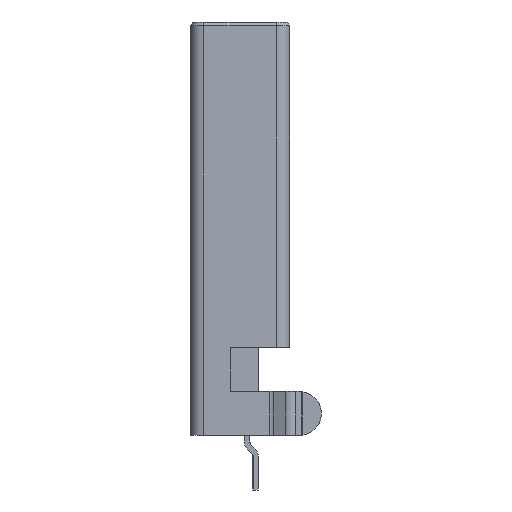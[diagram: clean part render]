
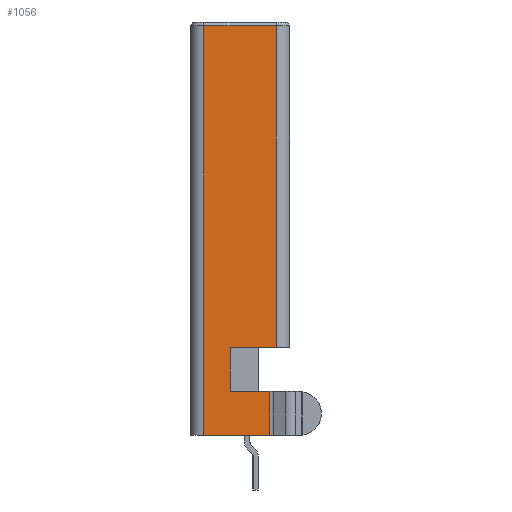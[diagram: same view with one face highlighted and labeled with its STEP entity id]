
A CAD part, left-side view. The second image highlights one B-rep face of the part: STEP entity #1056.
In plain terms, the highlighted face is planar.
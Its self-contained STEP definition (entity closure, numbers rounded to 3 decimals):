
#1056 = ADVANCED_FACE( 'NONE', ( #2302 ), #2303, .T. );
#2302 = FACE_OUTER_BOUND( '', #3845, .T. );
#2303 = PLANE( '', #3846 );
#3845 = EDGE_LOOP( '', ( #6979, #6980, #6981, #6982, #6983, #6984, #6985, #6986 ) );
#3846 = AXIS2_PLACEMENT_3D( '', #6987, #6988, #6989 );
#6979 = ORIENTED_EDGE( '', *, *, #10250, .F. );
#6980 = ORIENTED_EDGE( '', *, *, #10180, .T. );
#6981 = ORIENTED_EDGE( '', *, *, #9692, .T. );
#6982 = ORIENTED_EDGE( '', *, *, #9604, .T. );
#6983 = ORIENTED_EDGE( '', *, *, #10517, .T. );
#6984 = ORIENTED_EDGE( '', *, *, #10602, .T. );
#6985 = ORIENTED_EDGE( '', *, *, #10603, .T. );
#6986 = ORIENTED_EDGE( '', *, *, #10604, .T. );
#6987 = CARTESIAN_POINT( '', ( 1303.144, 817.723, 1.95 ) );
#6988 = DIRECTION( '', ( 1., 0., 0. ) );
#6989 = DIRECTION( '', ( 0., 1., 0. ) );
#9604 = EDGE_CURVE( 'NONE', #11574, #11597, #11599, .T. );
#9692 = EDGE_CURVE( 'NONE', #11760, #11574, #11761, .T. );
#10180 = EDGE_CURVE( 'NONE', #12578, #11760, #12579, .T. );
#10250 = EDGE_CURVE( 'NONE', #12578, #12687, #12690, .T. );
#10517 = EDGE_CURVE( 'NONE', #11597, #13073, #13075, .T. );
#10602 = EDGE_CURVE( 'NONE', #13073, #13191, #13192, .T. );
#10603 = EDGE_CURVE( 'NONE', #13191, #13193, #13194, .T. );
#10604 = EDGE_CURVE( 'NONE', #13193, #12687, #13195, .T. );
#11574 = VERTEX_POINT( 'NONE', #14453 );
#11597 = VERTEX_POINT( 'NONE', #14482 );
#11599 = LINE( '', #14485, #14486 );
#11760 = VERTEX_POINT( 'NONE', #14712 );
#11761 = LINE( '', #14713, #14714 );
#12578 = VERTEX_POINT( 'NONE', #15930 );
#12579 = LINE( '', #15931, #15932 );
#12687 = VERTEX_POINT( 'NONE', #16119 );
#12690 = LINE( '', #16123, #16124 );
#13073 = VERTEX_POINT( 'NONE', #16743 );
#13075 = LINE( '', #16746, #16747 );
#13191 = VERTEX_POINT( 'NONE', #16914 );
#13192 = LINE( '', #16915, #16916 );
#13193 = VERTEX_POINT( 'NONE', #16917 );
#13194 = LINE( '', #16918, #16919 );
#13195 = LINE( '', #16920, #16921 );
#14453 = CARTESIAN_POINT( '', ( 1303.144, 810.408, 0.6 ) );
#14482 = CARTESIAN_POINT( '', ( 1303.144, 810.408, 2.4 ) );
#14485 = CARTESIAN_POINT( '', ( 1303.144, 810.408, 1.95 ) );
#14486 = VECTOR( '', #18309, 1000. );
#14712 = CARTESIAN_POINT( '', ( 1303.144, 808.408, 0.6 ) );
#14713 = CARTESIAN_POINT( '', ( 1303.144, 817.723, 0.6 ) );
#14714 = VECTOR( '', #18417, 1000. );
#15930 = CARTESIAN_POINT( '', ( 1303.144, 808.408, 3.6 ) );
#15931 = CARTESIAN_POINT( '', ( 1303.144, 808.408, 1.725 ) );
#15932 = VECTOR( '', #18948, 1000. );
#16119 = CARTESIAN_POINT( '', ( 1303.144, 827.038, 3.6 ) );
#16123 = CARTESIAN_POINT( '', ( 1303.144, 808.036, 3.6 ) );
#16124 = VECTOR( '', #19025, 1000. );
#16743 = CARTESIAN_POINT( '', ( 1303.144, 812.408, 2.4 ) );
#16746 = CARTESIAN_POINT( '', ( 1303.144, 817.723, 2.4 ) );
#16747 = VECTOR( '', #19286, 1000. );
#16914 = CARTESIAN_POINT( '', ( 1303.144, 812.408, 0.3 ) );
#16915 = CARTESIAN_POINT( '', ( 1303.144, 812.408, 1.95 ) );
#16916 = VECTOR( '', #19374, 1000. );
#16917 = CARTESIAN_POINT( '', ( 1303.144, 827.038, 0.3 ) );
#16918 = CARTESIAN_POINT( '', ( 1303.144, 817.723, 0.3 ) );
#16919 = VECTOR( '', #19375, 1000. );
#16920 = CARTESIAN_POINT( '', ( 1303.144, 827.038, 1.95 ) );
#16921 = VECTOR( '', #19376, 1000. );
#18309 = DIRECTION( '', ( 0., 0., 1. ) );
#18417 = DIRECTION( '', ( 0., 1., 0. ) );
#18948 = DIRECTION( '', ( 0., 0., -1. ) );
#19025 = DIRECTION( '', ( 0., 1., 0. ) );
#19286 = DIRECTION( '', ( 0., 1., 0. ) );
#19374 = DIRECTION( '', ( 0., 0., -1. ) );
#19375 = DIRECTION( '', ( 0., 1., 0. ) );
#19376 = DIRECTION( '', ( 0., 0., 1. ) );
